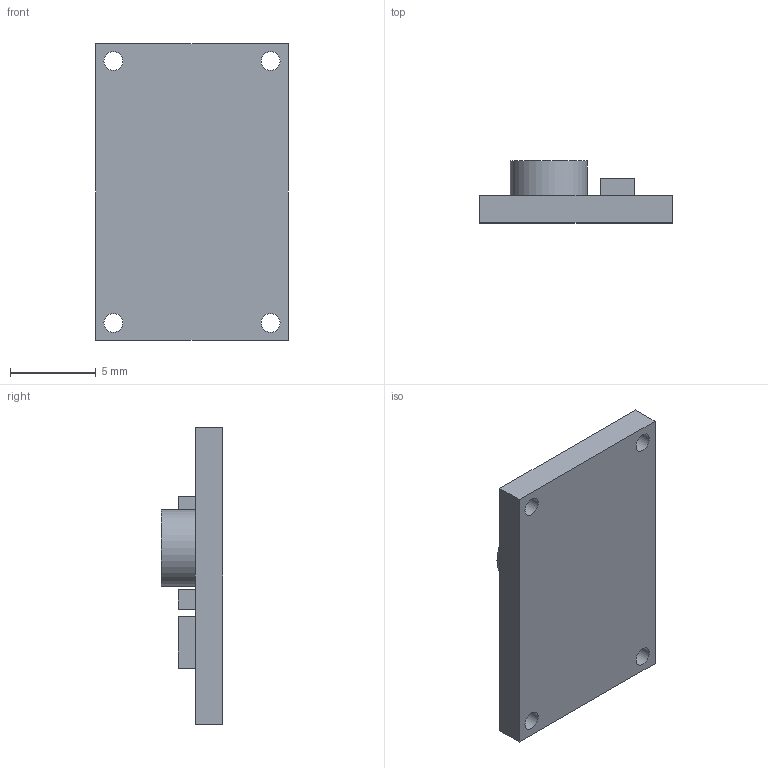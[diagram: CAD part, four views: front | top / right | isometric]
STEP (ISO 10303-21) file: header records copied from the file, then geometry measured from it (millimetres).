
FILE_DESCRIPTION(/* description */ (''),/* implementation_level */ '2;1');
FILE_NAME(/* name */ 'MH-MINI-360.stp',/* time_stamp */ '2024-02-24T01:05:13+01:00',/* author */ ('Kamil'),/* organization */ (''),/* preprocessor_version */ 'ST-DEVELOPER v19',/* originating_system */ 'Autodesk Inventor 2023',/* authorisation */ '');
FILE_SCHEMA (('AUTOMOTIVE_DESIGN { 1 0 10303 214 3 1 1 }'));
Length unit declared in the file: millimetre
Products named in the file (1): MH-MINI-360
Bounding box: 11.18 x 3.6 x 17.27 mm (x, y, z)
Volume: 352.5 mm3; surface area: 552 mm2
Topology: 1 solids, 1 shells, 32 faces, 75 edges, 50 vertices
Faces by surface type: plane 27, cylinder 5
Full cylindrical faces by diameter (mm): 1.1 x4, 4.472 x1
Entity records: 1029 total; most frequent: CARTESIAN_POINT 158, DIRECTION 151, ORIENTED_EDGE 150, EDGE_CURVE 75, LINE 65, VECTOR 65, VERTEX_POINT 50, EDGE_LOOP 45
